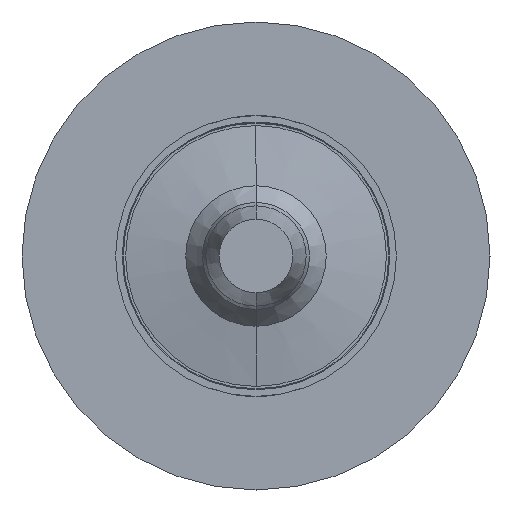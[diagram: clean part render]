
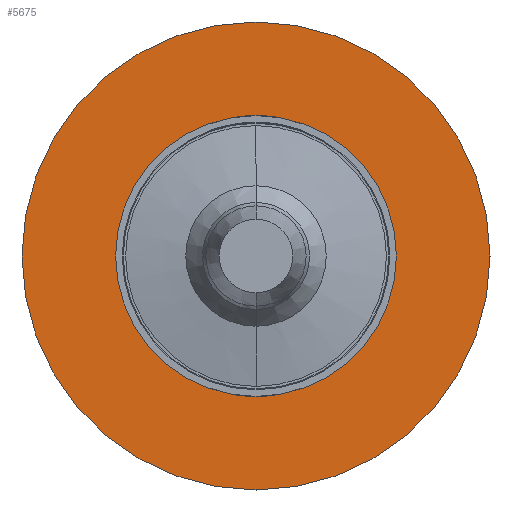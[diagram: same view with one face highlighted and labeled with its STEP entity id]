
A CAD part, front view. The second image highlights one B-rep face of the part: STEP entity #5675.
In plain terms, the highlighted planar face has unit normal (0, -1, 0).
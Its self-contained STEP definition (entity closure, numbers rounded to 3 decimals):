
#149 = CARTESIAN_POINT ( 'NONE',  ( 0., 1., 0.925 ) ) ;
#543 = CARTESIAN_POINT ( 'NONE',  ( 0., 1., 0. ) ) ;
#655 = DIRECTION ( 'NONE',  ( 0., 0., -1. ) ) ;
#722 = AXIS2_PLACEMENT_3D ( 'NONE', #4588, #2778, #3472 ) ;
#781 = CARTESIAN_POINT ( 'NONE',  ( 0., 1., 3.5 ) ) ;
#850 = CARTESIAN_POINT ( 'NONE',  ( 0., 1., 0. ) ) ;
#1030 = DIRECTION ( 'NONE',  ( 0., -1., 0. ) ) ;
#1117 = AXIS2_PLACEMENT_3D ( 'NONE', #543, #1030, #5600 ) ;
#1640 = AXIS2_PLACEMENT_3D ( 'NONE', #4356, #2481, #655 ) ;
#1653 = EDGE_LOOP ( 'NONE', ( #5454, #2832 ) ) ;
#1734 = EDGE_CURVE ( 'Defeature ausgef�hrt1_49+Defeature ausgef�hrt1_57+Defeature ausgef�hrt1_57+Defeature ausgef�hrt1_57', #3469, #5975, #1771, .T. ) ;
#1771 = CIRCLE ( 'NONE', #5662, 0.925 ) ;
#1788 = CIRCLE ( 'NONE', #5200, 3.5 ) ;
#2481 = DIRECTION ( 'NONE',  ( 0., -1., 0. ) ) ;
#2540 = FACE_BOUND ( 'NONE', #4716, .T. ) ;
#2778 = DIRECTION ( 'NONE',  ( 0., -1., 0. ) ) ;
#2832 = ORIENTED_EDGE ( 'NONE', *, *, #3323, .T. ) ;
#3261 = CARTESIAN_POINT ( 'NONE',  ( 0., 1., -3.5 ) ) ;
#3323 = EDGE_CURVE ( 'Defeature ausgef�hrt1_57+Defeature ausgef�hrt1_56+Defeature ausgef�hrt1_56+Defeature ausgef�hrt1_56', #4316, #3507, #1788, .T. ) ;
#3469 = VERTEX_POINT ( 'NONE', #4183 ) ;
#3472 = DIRECTION ( 'NONE',  ( 0., 0., -1. ) ) ;
#3482 = ORIENTED_EDGE ( 'NONE', *, *, #3733, .F. ) ;
#3507 = VERTEX_POINT ( 'NONE', #3261 ) ;
#3518 = CARTESIAN_POINT ( 'NONE',  ( 0., 1., 0. ) ) ;
#3733 = EDGE_CURVE ( 'Defeature ausgef�hrt1_49+Defeature ausgef�hrt1_57+Defeature ausgef�hrt1_57+Defeature ausgef�hrt1_57', #5975, #3469, #5978, .T. ) ;
#4021 = EDGE_CURVE ( 'Defeature ausgef�hrt1_57+Defeature ausgef�hrt1_56+Defeature ausgef�hrt1_56+Defeature ausgef�hrt1_56', #3507, #4316, #5983, .T. ) ;
#4096 = DIRECTION ( 'NONE',  ( 0., -1., 0. ) ) ;
#4183 = CARTESIAN_POINT ( 'NONE',  ( 0., 1., -0.925 ) ) ;
#4316 = VERTEX_POINT ( 'NONE', #781 ) ;
#4356 = CARTESIAN_POINT ( 'NONE',  ( 0.75, 1., 0. ) ) ;
#4449 = PLANE ( 'NONE',  #1640 ) ;
#4588 = CARTESIAN_POINT ( 'NONE',  ( 0., 1., 0. ) ) ;
#4709 = ORIENTED_EDGE ( 'NONE', *, *, #1734, .F. ) ;
#4716 = EDGE_LOOP ( 'NONE', ( #4709, #3482 ) ) ;
#4868 = DIRECTION ( 'NONE',  ( 0., 0., -1. ) ) ;
#4902 = FACE_OUTER_BOUND ( 'NONE', #1653, .T. ) ;
#5200 = AXIS2_PLACEMENT_3D ( 'NONE', #850, #4096, #5463 ) ;
#5378 = DIRECTION ( 'NONE',  ( 0., -1., 0. ) ) ;
#5454 = ORIENTED_EDGE ( 'NONE', *, *, #4021, .T. ) ;
#5463 = DIRECTION ( 'NONE',  ( 0., 0., -1. ) ) ;
#5600 = DIRECTION ( 'NONE',  ( 0., 0., -1. ) ) ;
#5662 = AXIS2_PLACEMENT_3D ( 'NONE', #3518, #5378, #4868 ) ;
#5675 = ADVANCED_FACE ( 'Defeature ausgef�hrt1_57', ( #2540, #4902 ), #4449, .T. ) ;
#5975 = VERTEX_POINT ( 'NONE', #149 ) ;
#5978 = CIRCLE ( 'NONE', #722, 0.925 ) ;
#5983 = CIRCLE ( 'NONE', #1117, 3.5 ) ;
